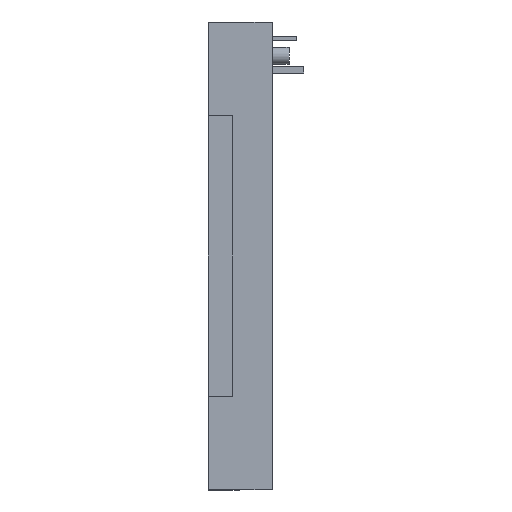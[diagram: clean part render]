
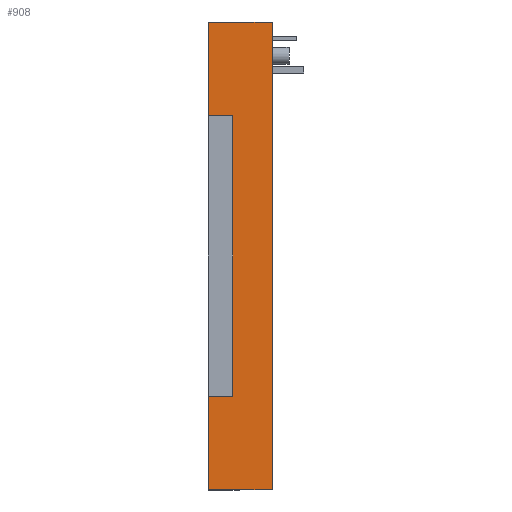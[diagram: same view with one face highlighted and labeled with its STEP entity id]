
A CAD part, left-side view. The second image highlights one B-rep face of the part: STEP entity #908.
In plain terms, the highlighted planar face has unit normal (-1, 0, 0).
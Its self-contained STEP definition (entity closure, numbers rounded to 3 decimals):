
#85 = CARTESIAN_POINT ( 'NONE',  ( -29.1, 0., -20.85 ) ) ;
#289 = VERTEX_POINT ( 'NONE', #6538 ) ;
#382 = CARTESIAN_POINT ( 'NONE',  ( -29.1, 5.7, -12.5 ) ) ;
#419 = VERTEX_POINT ( 'NONE', #3351 ) ;
#435 = EDGE_CURVE ( 'NONE', #419, #4059, #4950, .T. ) ;
#506 = PLANE ( 'NONE',  #4199 ) ;
#507 = EDGE_CURVE ( 'NONE', #3463, #419, #4775, .T. ) ;
#524 = EDGE_LOOP ( 'NONE', ( #1108, #2920, #4667, #6779, #6449, #5461, #1418, #3128 ) ) ;
#624 = CARTESIAN_POINT ( 'NONE',  ( -29.1, 5.7, 12.5 ) ) ;
#873 = EDGE_CURVE ( 'NONE', #3005, #5541, #6053, .T. ) ;
#908 = ADVANCED_FACE ( 'NONE', ( #2967 ), #506, .F. ) ;
#1073 = LINE ( 'NONE', #3676, #3824 ) ;
#1108 = ORIENTED_EDGE ( 'NONE', *, *, #5516, .T. ) ;
#1418 = ORIENTED_EDGE ( 'NONE', *, *, #3364, .F. ) ;
#1485 = VECTOR ( 'NONE', #4010, 1000. ) ;
#1603 = DIRECTION ( 'NONE',  ( 1., 0., 0. ) ) ;
#1627 = DIRECTION ( 'NONE',  ( 0., 0., 1. ) ) ;
#1660 = VECTOR ( 'NONE', #3218, 1000. ) ;
#1671 = VECTOR ( 'NONE', #4489, 1000. ) ;
#1684 = VECTOR ( 'NONE', #5431, 1000. ) ;
#1861 = LINE ( 'NONE', #3256, #1684 ) ;
#2905 = VECTOR ( 'NONE', #1627, 1000. ) ;
#2920 = ORIENTED_EDGE ( 'NONE', *, *, #873, .T. ) ;
#2967 = FACE_OUTER_BOUND ( 'NONE', #524, .T. ) ;
#2980 = VERTEX_POINT ( 'NONE', #624 ) ;
#3005 = VERTEX_POINT ( 'NONE', #5056 ) ;
#3128 = ORIENTED_EDGE ( 'NONE', *, *, #4797, .F. ) ;
#3218 = DIRECTION ( 'NONE',  ( 0., 1., 0. ) ) ;
#3256 = CARTESIAN_POINT ( 'NONE',  ( -29.1, 5.7, 20.85 ) ) ;
#3273 = CARTESIAN_POINT ( 'NONE',  ( -29.1, 5.7, -20.85 ) ) ;
#3333 = VECTOR ( 'NONE', #4890, 1000. ) ;
#3351 = CARTESIAN_POINT ( 'NONE',  ( -29.1, 0., -20.85 ) ) ;
#3364 = EDGE_CURVE ( 'NONE', #2980, #289, #5823, .T. ) ;
#3463 = VERTEX_POINT ( 'NONE', #3925 ) ;
#3676 = CARTESIAN_POINT ( 'NONE',  ( -29.1, 3.5, -12.5 ) ) ;
#3824 = VECTOR ( 'NONE', #5851, 1000. ) ;
#3922 = CARTESIAN_POINT ( 'NONE',  ( -29.1, 5.7, -20.85 ) ) ;
#3925 = CARTESIAN_POINT ( 'NONE',  ( -29.1, 5.7, -20.85 ) ) ;
#4010 = DIRECTION ( 'NONE',  ( 0., 0., 1. ) ) ;
#4059 = VERTEX_POINT ( 'NONE', #4284 ) ;
#4199 = AXIS2_PLACEMENT_3D ( 'NONE', #4308, #1603, #5453 ) ;
#4284 = CARTESIAN_POINT ( 'NONE',  ( -29.1, 0., 20.85 ) ) ;
#4296 = CARTESIAN_POINT ( 'NONE',  ( -29.1, 3.5, 12.5 ) ) ;
#4308 = CARTESIAN_POINT ( 'NONE',  ( -29.1, 5.7, -20.85 ) ) ;
#4413 = EDGE_CURVE ( 'NONE', #3463, #5541, #4416, .T. ) ;
#4416 = LINE ( 'NONE', #4573, #1485 ) ;
#4489 = DIRECTION ( 'NONE',  ( 0., -1., 0. ) ) ;
#4573 = CARTESIAN_POINT ( 'NONE',  ( -29.1, 5.7, -20.85 ) ) ;
#4667 = ORIENTED_EDGE ( 'NONE', *, *, #4413, .F. ) ;
#4775 = LINE ( 'NONE', #3922, #1671 ) ;
#4797 = EDGE_CURVE ( 'NONE', #6235, #2980, #4959, .T. ) ;
#4812 = EDGE_CURVE ( 'NONE', #289, #4059, #1861, .T. ) ;
#4890 = DIRECTION ( 'NONE',  ( 0., 1., 0. ) ) ;
#4950 = LINE ( 'NONE', #85, #6415 ) ;
#4959 = LINE ( 'NONE', #6523, #3333 ) ;
#5056 = CARTESIAN_POINT ( 'NONE',  ( -29.1, 3.5, -12.5 ) ) ;
#5399 = CARTESIAN_POINT ( 'NONE',  ( -29.1, -43.021, -12.5 ) ) ;
#5431 = DIRECTION ( 'NONE',  ( 0., -1., 0. ) ) ;
#5453 = DIRECTION ( 'NONE',  ( 0., 0., -1. ) ) ;
#5461 = ORIENTED_EDGE ( 'NONE', *, *, #4812, .F. ) ;
#5516 = EDGE_CURVE ( 'NONE', #6235, #3005, #1073, .T. ) ;
#5541 = VERTEX_POINT ( 'NONE', #382 ) ;
#5823 = LINE ( 'NONE', #3273, #2905 ) ;
#5851 = DIRECTION ( 'NONE',  ( 0., 0., -1. ) ) ;
#6053 = LINE ( 'NONE', #5399, #1660 ) ;
#6105 = DIRECTION ( 'NONE',  ( 0., 0., 1. ) ) ;
#6235 = VERTEX_POINT ( 'NONE', #4296 ) ;
#6415 = VECTOR ( 'NONE', #6105, 1000. ) ;
#6449 = ORIENTED_EDGE ( 'NONE', *, *, #435, .T. ) ;
#6523 = CARTESIAN_POINT ( 'NONE',  ( -29.1, -43.021, 12.5 ) ) ;
#6538 = CARTESIAN_POINT ( 'NONE',  ( -29.1, 5.7, 20.85 ) ) ;
#6779 = ORIENTED_EDGE ( 'NONE', *, *, #507, .T. ) ;
